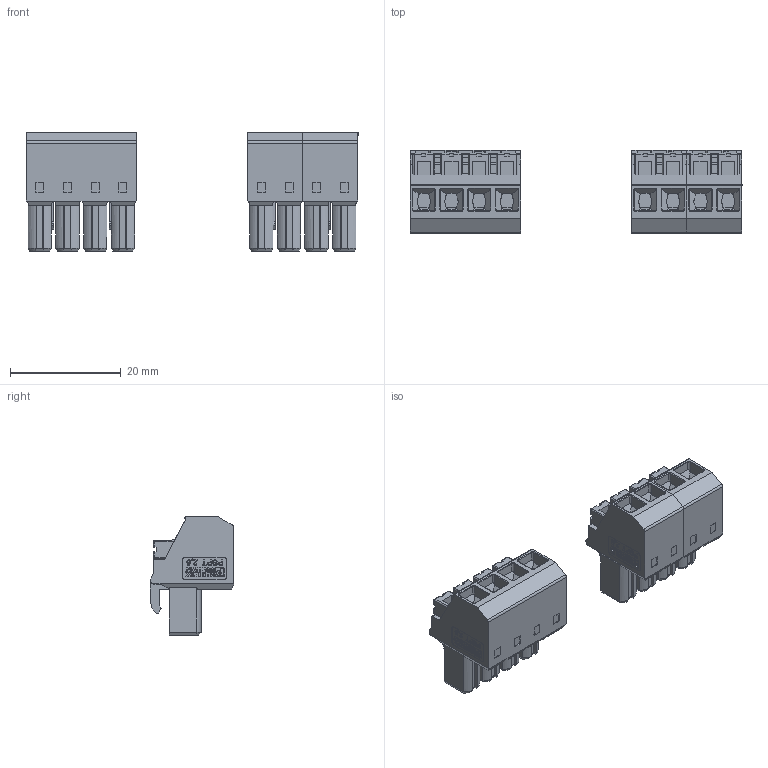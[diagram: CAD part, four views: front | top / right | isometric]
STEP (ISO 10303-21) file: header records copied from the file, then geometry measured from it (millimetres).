
FILE_DESCRIPTION(/* description */ ('Alibre Inc.'),/* implementation_level */ '2;1');
FILE_NAME(/* name */ 'export0',/* time_stamp */ '2017-03-29T13:48:04+02:00',/* author */ (''),/* organization */ (''),/* preprocessor_version */ 'ST-DEVELOPER v14',/* originating_system */ 'Alibre',/* authorisation */ '');
FILE_SCHEMA (('AUTOMOTIVE_DESIGN'));
Length unit declared in the file: millimetre
Bounding box: 59.85 x 15 x 21.3 mm (x, y, z)
Volume: 6360.2 mm3; surface area: 6898.1 mm2
Topology: 3 solids, 3 shells, 2884 faces, 7922 edges, 5156 vertices
Faces by surface type: plane 2277, cylinder 527, sphere 32, torus 32, cone 16
Entity records: 87762 total; most frequent: CARTESIAN_POINT 16528, ORIENTED_EDGE 15780, DIRECTION 12207, EDGE_CURVE 7890, VECTOR 6663, LINE 6663, VERTEX_POINT 5156, AXIS2_PLACEMENT_3D 3877
